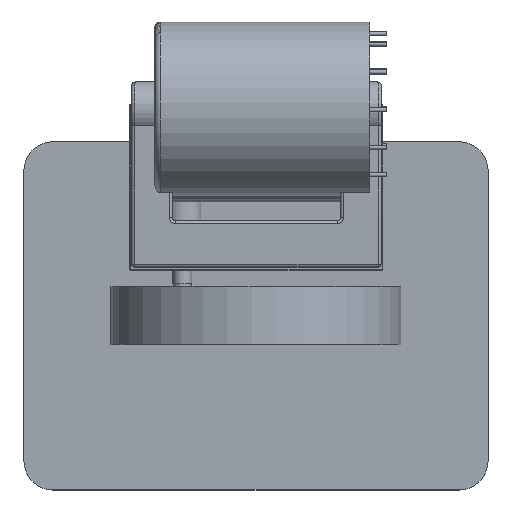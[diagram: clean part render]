
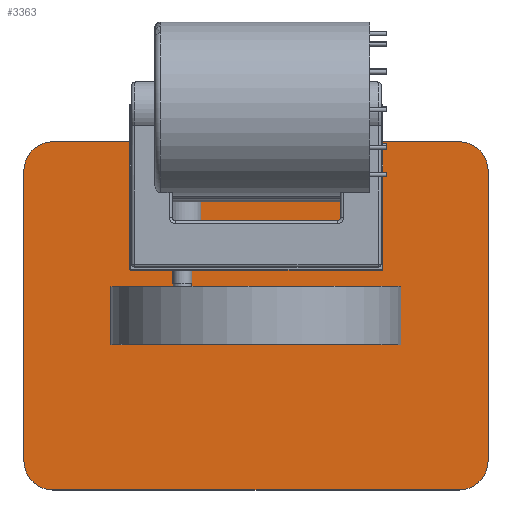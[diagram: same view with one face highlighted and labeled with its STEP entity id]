
A CAD part, top view. The second image highlights one B-rep face of the part: STEP entity #3363.
In plain terms, the highlighted planar face has unit normal (0, 0, 1).
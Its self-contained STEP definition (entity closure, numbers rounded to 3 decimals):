
#135=FACE_BOUND('',#680,.T.);
#136=FACE_BOUND('',#681,.T.);
#215=PLANE('',#3802);
#448=FACE_OUTER_BOUND('',#679,.T.);
#679=EDGE_LOOP('',(#2958,#2959,#2960,#2961,#2962,#2963,#2964,#2965));
#680=EDGE_LOOP('',(#2966,#2967,#2968,#2969,#2970,#2971));
#681=EDGE_LOOP('',(#2972,#2973,#2974,#2975,#2976,#2977,#2978,#2979));
#889=LINE('',#6860,#1116);
#892=LINE('',#6882,#1119);
#895=LINE('',#6889,#1122);
#900=LINE('',#6915,#1127);
#903=LINE('',#6935,#1130);
#904=LINE('',#6938,#1131);
#907=LINE('',#6972,#1134);
#911=LINE('',#6985,#1138);
#914=LINE('',#6991,#1141);
#915=LINE('',#6995,#1142);
#916=LINE('',#6999,#1143);
#917=LINE('',#7001,#1144);
#1116=VECTOR('',#4755,10.);
#1119=VECTOR('',#4766,10.);
#1122=VECTOR('',#4771,10.);
#1127=VECTOR('',#4784,10.);
#1130=VECTOR('',#4793,10.);
#1131=VECTOR('',#4796,10.);
#1134=VECTOR('',#4813,10.);
#1138=VECTOR('',#4825,10.);
#1141=VECTOR('',#4830,10.);
#1142=VECTOR('',#4833,10.);
#1143=VECTOR('',#4836,10.);
#1144=VECTOR('',#4839,10.);
#1323=CIRCLE('',#3776,1.);
#1324=CIRCLE('',#3779,1.);
#1328=CIRCLE('',#3785,1.);
#1329=CIRCLE('',#3788,1.);
#1333=CIRCLE('',#3794,1.);
#1334=CIRCLE('',#3796,1.);
#1336=CIRCLE('',#3800,5.);
#1337=CIRCLE('',#3803,5.);
#1338=CIRCLE('',#3804,5.);
#1339=CIRCLE('',#3805,5.);
#1588=VERTEX_POINT('',#6850);
#1589=VERTEX_POINT('',#6852);
#1591=VERTEX_POINT('',#6858);
#1593=VERTEX_POINT('',#6873);
#1595=VERTEX_POINT('',#6879);
#1596=VERTEX_POINT('',#6881);
#1599=VERTEX_POINT('',#6887);
#1603=VERTEX_POINT('',#6905);
#1604=VERTEX_POINT('',#6907);
#1606=VERTEX_POINT('',#6913);
#1609=VERTEX_POINT('',#6929);
#1610=VERTEX_POINT('',#6931);
#1611=VERTEX_POINT('',#6937);
#1615=VERTEX_POINT('',#6968);
#1618=VERTEX_POINT('',#6978);
#1619=VERTEX_POINT('',#6980);
#1620=VERTEX_POINT('',#6984);
#1622=VERTEX_POINT('',#6990);
#1623=VERTEX_POINT('',#6992);
#1624=VERTEX_POINT('',#6994);
#1625=VERTEX_POINT('',#6996);
#1626=VERTEX_POINT('',#6998);
#2034=EDGE_CURVE('',#1588,#1589,#1323,.F.);
#2038=EDGE_CURVE('',#1588,#1591,#889,.T.);
#2041=EDGE_CURVE('',#1593,#1591,#1324,.F.);
#2044=EDGE_CURVE('',#1595,#1596,#892,.T.);
#2048=EDGE_CURVE('',#1599,#1593,#895,.T.);
#2052=EDGE_CURVE('',#1603,#1604,#1328,.F.);
#2056=EDGE_CURVE('',#1603,#1606,#900,.T.);
#2059=EDGE_CURVE('',#1609,#1610,#1329,.F.);
#2061=EDGE_CURVE('',#1609,#1589,#903,.T.);
#2063=EDGE_CURVE('',#1611,#1604,#904,.T.);
#2068=EDGE_CURVE('',#1596,#1606,#1333,.F.);
#2071=EDGE_CURVE('',#1615,#1599,#1334,.F.);
#2072=EDGE_CURVE('',#1610,#1615,#907,.T.);
#2076=EDGE_CURVE('',#1618,#1619,#1336,.T.);
#2078=EDGE_CURVE('',#1620,#1619,#911,.T.);
#2081=EDGE_CURVE('',#1618,#1622,#914,.T.);
#2082=EDGE_CURVE('',#1623,#1622,#1337,.T.);
#2083=EDGE_CURVE('',#1623,#1624,#915,.T.);
#2084=EDGE_CURVE('',#1625,#1624,#1338,.T.);
#2085=EDGE_CURVE('',#1625,#1626,#916,.T.);
#2086=EDGE_CURVE('',#1620,#1626,#1339,.T.);
#2087=EDGE_CURVE('',#1611,#1595,#917,.T.);
#2958=ORIENTED_EDGE('',*,*,#2076,.F.);
#2959=ORIENTED_EDGE('',*,*,#2081,.T.);
#2960=ORIENTED_EDGE('',*,*,#2082,.F.);
#2961=ORIENTED_EDGE('',*,*,#2083,.T.);
#2962=ORIENTED_EDGE('',*,*,#2084,.F.);
#2963=ORIENTED_EDGE('',*,*,#2085,.T.);
#2964=ORIENTED_EDGE('',*,*,#2086,.F.);
#2965=ORIENTED_EDGE('',*,*,#2078,.T.);
#2966=ORIENTED_EDGE('',*,*,#2056,.T.);
#2967=ORIENTED_EDGE('',*,*,#2068,.F.);
#2968=ORIENTED_EDGE('',*,*,#2044,.F.);
#2969=ORIENTED_EDGE('',*,*,#2087,.F.);
#2970=ORIENTED_EDGE('',*,*,#2063,.T.);
#2971=ORIENTED_EDGE('',*,*,#2052,.F.);
#2972=ORIENTED_EDGE('',*,*,#2038,.T.);
#2973=ORIENTED_EDGE('',*,*,#2041,.F.);
#2974=ORIENTED_EDGE('',*,*,#2048,.F.);
#2975=ORIENTED_EDGE('',*,*,#2071,.F.);
#2976=ORIENTED_EDGE('',*,*,#2072,.F.);
#2977=ORIENTED_EDGE('',*,*,#2059,.F.);
#2978=ORIENTED_EDGE('',*,*,#2061,.T.);
#2979=ORIENTED_EDGE('',*,*,#2034,.F.);
#3363=ADVANCED_FACE('',(#448,#135,#136),#215,.F.);
#3776=AXIS2_PLACEMENT_3D('',#6853,#4748,#4749);
#3779=AXIS2_PLACEMENT_3D('',#6875,#4759,#4760);
#3785=AXIS2_PLACEMENT_3D('',#6908,#4777,#4778);
#3788=AXIS2_PLACEMENT_3D('',#6932,#4788,#4789);
#3794=AXIS2_PLACEMENT_3D('',#6955,#4804,#4805);
#3796=AXIS2_PLACEMENT_3D('',#6970,#4809,#4810);
#3800=AXIS2_PLACEMENT_3D('',#6981,#4820,#4821);
#3802=AXIS2_PLACEMENT_3D('',#6989,#4828,#4829);
#3803=AXIS2_PLACEMENT_3D('',#6993,#4831,#4832);
#3804=AXIS2_PLACEMENT_3D('',#6997,#4834,#4835);
#3805=AXIS2_PLACEMENT_3D('',#7000,#4837,#4838);
#4748=DIRECTION('center_axis',(0.,0.,-1.));
#4749=DIRECTION('ref_axis',(-0.707,-0.707,0.));
#4755=DIRECTION('',(0.,1.,0.));
#4759=DIRECTION('center_axis',(0.,0.,-1.));
#4760=DIRECTION('ref_axis',(-0.707,0.707,0.));
#4766=DIRECTION('',(-1.,0.,0.));
#4771=DIRECTION('',(-1.,0.,0.));
#4777=DIRECTION('center_axis',(0.,0.,-1.));
#4778=DIRECTION('ref_axis',(-0.707,-0.707,0.));
#4784=DIRECTION('',(0.,1.,0.));
#4788=DIRECTION('center_axis',(0.,0.,-1.));
#4789=DIRECTION('ref_axis',(0.707,-0.707,0.));
#4793=DIRECTION('',(-1.,0.,0.));
#4796=DIRECTION('',(-1.,0.,0.));
#4804=DIRECTION('center_axis',(0.,0.,-1.));
#4805=DIRECTION('ref_axis',(-0.707,0.707,0.));
#4809=DIRECTION('center_axis',(0.,0.,-1.));
#4810=DIRECTION('ref_axis',(0.707,0.707,0.));
#4813=DIRECTION('',(0.,1.,0.));
#4820=DIRECTION('center_axis',(0.,0.,-1.));
#4821=DIRECTION('ref_axis',(-0.707,0.707,0.));
#4825=DIRECTION('',(-1.,0.,0.));
#4828=DIRECTION('center_axis',(0.,0.,-1.));
#4829=DIRECTION('ref_axis',(1.,0.,0.));
#4830=DIRECTION('',(0.,-1.,0.));
#4831=DIRECTION('center_axis',(0.,0.,-1.));
#4832=DIRECTION('ref_axis',(-0.707,-0.707,0.));
#4833=DIRECTION('',(1.,0.,0.));
#4834=DIRECTION('center_axis',(0.,0.,-1.));
#4835=DIRECTION('ref_axis',(0.707,-0.707,0.));
#4836=DIRECTION('',(0.,1.,0.));
#4837=DIRECTION('center_axis',(0.,0.,-1.));
#4838=DIRECTION('ref_axis',(0.707,0.707,0.));
#4839=DIRECTION('',(0.,1.,0.));
#6850=CARTESIAN_POINT('',(-17.,1.,22.));
#6852=CARTESIAN_POINT('',(-16.,0.,22.));
#6853=CARTESIAN_POINT('Origin',(-16.,1.,22.));
#6858=CARTESIAN_POINT('',(-17.,9.,22.));
#6860=CARTESIAN_POINT('',(-17.,0.,22.));
#6873=CARTESIAN_POINT('',(-16.,10.,22.));
#6875=CARTESIAN_POINT('Origin',(-16.,9.,22.));
#6879=CARTESIAN_POINT('',(17.,10.,22.));
#6881=CARTESIAN_POINT('',(13.,10.,22.));
#6882=CARTESIAN_POINT('',(17.,10.,22.));
#6887=CARTESIAN_POINT('',(-13.,10.,22.));
#6889=CARTESIAN_POINT('',(-12.,10.,22.));
#6905=CARTESIAN_POINT('',(12.,1.,22.));
#6907=CARTESIAN_POINT('',(13.,0.,22.));
#6908=CARTESIAN_POINT('Origin',(13.,1.,22.));
#6913=CARTESIAN_POINT('',(12.,9.,22.));
#6915=CARTESIAN_POINT('',(12.,0.,22.));
#6929=CARTESIAN_POINT('',(-13.,0.,22.));
#6931=CARTESIAN_POINT('',(-12.,1.,22.));
#6932=CARTESIAN_POINT('Origin',(-13.,1.,22.));
#6935=CARTESIAN_POINT('',(-12.,0.,22.));
#6937=CARTESIAN_POINT('',(17.,0.,22.));
#6938=CARTESIAN_POINT('',(17.,0.,22.));
#6955=CARTESIAN_POINT('Origin',(13.,9.,22.));
#6968=CARTESIAN_POINT('',(-12.,9.,22.));
#6970=CARTESIAN_POINT('Origin',(-13.,9.,22.));
#6972=CARTESIAN_POINT('',(-12.,0.,22.));
#6978=CARTESIAN_POINT('',(-40.,30.,22.));
#6980=CARTESIAN_POINT('',(-35.,35.,22.));
#6981=CARTESIAN_POINT('Origin',(-35.,30.,22.));
#6984=CARTESIAN_POINT('',(35.,35.,22.));
#6985=CARTESIAN_POINT('',(40.,35.,22.));
#6989=CARTESIAN_POINT('Origin',(0.,5.,22.));
#6990=CARTESIAN_POINT('',(-40.,-20.,22.));
#6991=CARTESIAN_POINT('',(-40.,35.,22.));
#6992=CARTESIAN_POINT('',(-35.,-25.,22.));
#6993=CARTESIAN_POINT('Origin',(-35.,-20.,22.));
#6994=CARTESIAN_POINT('',(35.,-25.,22.));
#6995=CARTESIAN_POINT('',(-40.,-25.,22.));
#6996=CARTESIAN_POINT('',(40.,-20.,22.));
#6997=CARTESIAN_POINT('Origin',(35.,-20.,22.));
#6998=CARTESIAN_POINT('',(40.,30.,22.));
#6999=CARTESIAN_POINT('',(40.,-25.,22.));
#7000=CARTESIAN_POINT('Origin',(35.,30.,22.));
#7001=CARTESIAN_POINT('',(17.,0.,22.));
